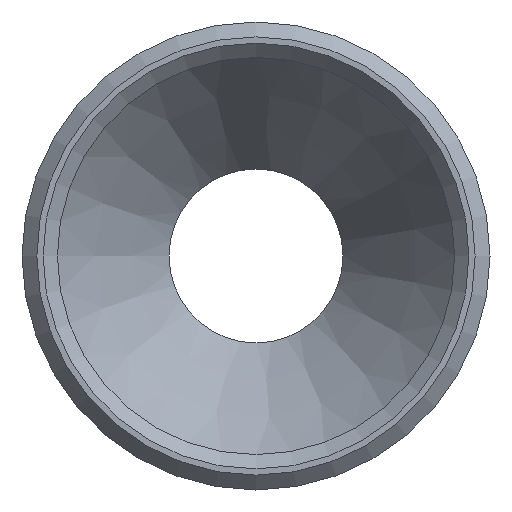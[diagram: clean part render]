
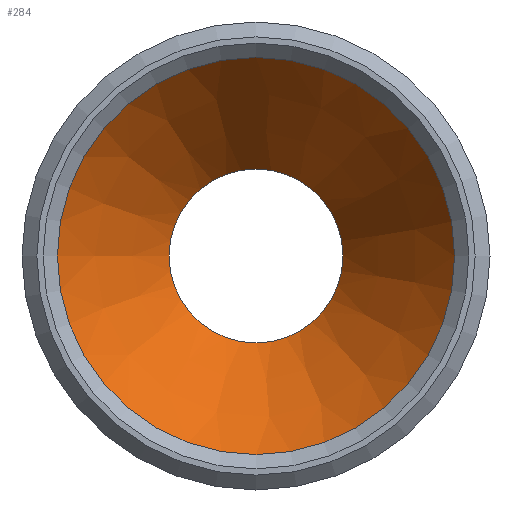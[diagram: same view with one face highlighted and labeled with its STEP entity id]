
A CAD part, front view. The second image highlights one B-rep face of the part: STEP entity #284.
In plain terms, the highlighted conical face has half-angle 35 degrees and reference radius 11.5 mm.
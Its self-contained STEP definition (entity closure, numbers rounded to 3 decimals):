
#30=LINE('',#509,#46);
#46=VECTOR('',#423,11.5);
#58=CONICAL_SURFACE('',#335,11.5,0.611);
#81=FACE_OUTER_BOUND('',#103,.T.);
#103=EDGE_LOOP('',(#245,#246,#247,#248));
#126=CIRCLE('',#334,16.);
#127=CIRCLE('',#336,7.);
#147=VERTEX_POINT('',#504);
#148=VERTEX_POINT('',#508);
#180=EDGE_CURVE('',#147,#147,#126,.T.);
#181=EDGE_CURVE('',#147,#148,#30,.T.);
#182=EDGE_CURVE('',#148,#148,#127,.T.);
#245=ORIENTED_EDGE('',*,*,#180,.T.);
#246=ORIENTED_EDGE('',*,*,#181,.T.);
#247=ORIENTED_EDGE('',*,*,#182,.F.);
#248=ORIENTED_EDGE('',*,*,#181,.F.);
#284=ADVANCED_FACE('',(#81),#58,.F.);
#334=AXIS2_PLACEMENT_3D('',#506,#419,#420);
#335=AXIS2_PLACEMENT_3D('',#507,#421,#422);
#336=AXIS2_PLACEMENT_3D('',#510,#424,#425);
#419=DIRECTION('center_axis',(0.,-1.,0.));
#420=DIRECTION('ref_axis',(1.,0.,0.));
#421=DIRECTION('center_axis',(0.,-1.,0.));
#422=DIRECTION('ref_axis',(1.,0.,0.));
#423=DIRECTION('',(0.574,0.819,0.));
#424=DIRECTION('center_axis',(0.,-1.,0.));
#425=DIRECTION('ref_axis',(1.,0.,0.));
#504=CARTESIAN_POINT('',(-16.,4.45,0.));
#506=CARTESIAN_POINT('Origin',(0.,4.45,0.));
#507=CARTESIAN_POINT('Origin',(0.,10.877,0.));
#508=CARTESIAN_POINT('',(-7.,17.303,0.));
#509=CARTESIAN_POINT('',(-11.5,10.877,0.));
#510=CARTESIAN_POINT('Origin',(0.,17.303,0.));
